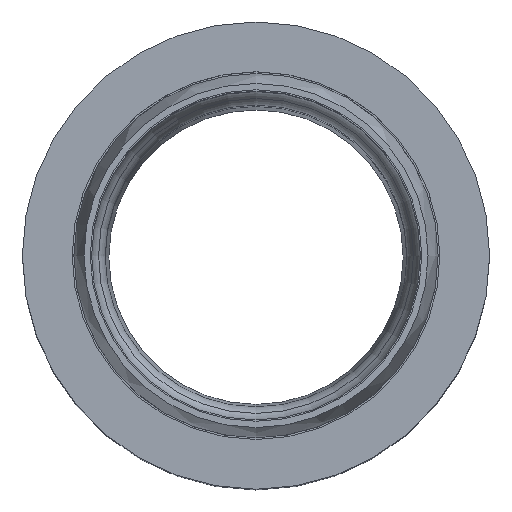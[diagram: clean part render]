
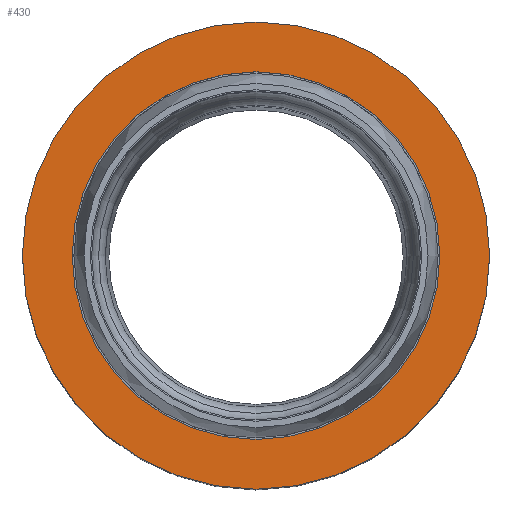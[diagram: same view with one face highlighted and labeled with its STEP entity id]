
A CAD part, top view. The second image highlights one B-rep face of the part: STEP entity #430.
In plain terms, the highlighted planar face has unit normal (0, 0, 1).
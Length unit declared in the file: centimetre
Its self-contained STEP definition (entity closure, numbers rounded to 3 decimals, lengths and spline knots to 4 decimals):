
#71=FACE_BOUND('',#109,.T.);
#79=FACE_OUTER_BOUND('',#108,.T.);
#108=EDGE_LOOP('',(#307));
#109=EDGE_LOOP('',(#308));
#138=CIRCLE('',#462,42.5);
#140=CIRCLE('',#466,54.);
#190=VERTEX_POINT('',#713);
#192=VERTEX_POINT('',#721);
#232=EDGE_CURVE('',#190,#190,#138,.T.);
#235=EDGE_CURVE('',#192,#192,#140,.T.);
#307=ORIENTED_EDGE('',*,*,#235,.T.);
#308=ORIENTED_EDGE('',*,*,#232,.T.);
#422=PLANE('',#468);
#430=ADVANCED_FACE('',(#79,#71),#422,.T.);
#462=AXIS2_PLACEMENT_3D('',#715,#548,#549);
#466=AXIS2_PLACEMENT_3D('',#722,#557,#558);
#468=AXIS2_PLACEMENT_3D('',#726,#562,#563);
#548=DIRECTION('center_axis',(0.,0.,-1.));
#549=DIRECTION('ref_axis',(-1.,0.,0.));
#557=DIRECTION('center_axis',(0.,0.,1.));
#558=DIRECTION('ref_axis',(-1.,0.,0.));
#562=DIRECTION('center_axis',(0.,0.,1.));
#563=DIRECTION('ref_axis',(1.,0.,0.));
#713=CARTESIAN_POINT('',(42.5,0.,210.));
#715=CARTESIAN_POINT('Origin',(0.,0.,210.));
#721=CARTESIAN_POINT('',(54.,0.,210.));
#722=CARTESIAN_POINT('Origin',(0.,0.,210.));
#726=CARTESIAN_POINT('Origin',(0.,0.,210.));
